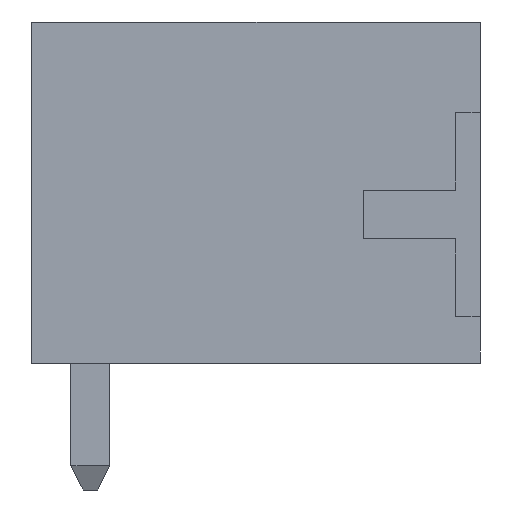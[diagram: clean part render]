
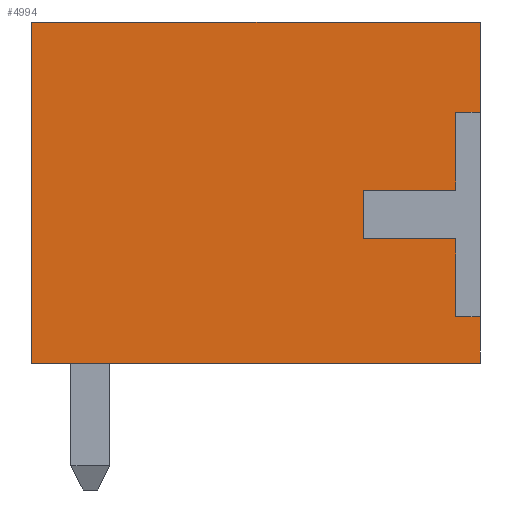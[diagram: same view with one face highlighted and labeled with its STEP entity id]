
A CAD part, left-side view. The second image highlights one B-rep face of the part: STEP entity #4994.
In plain terms, the highlighted planar face has unit normal (-1, 0, 0).
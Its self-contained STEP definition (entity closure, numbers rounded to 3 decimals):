
#156=ORIENTED_EDGE('',*,*,#1615,.F.);
#157=ORIENTED_EDGE('',*,*,#1616,.F.);
#158=ORIENTED_EDGE('',*,*,#1617,.F.);
#159=ORIENTED_EDGE('',*,*,#1618,.F.);
#160=ORIENTED_EDGE('',*,*,#1619,.F.);
#161=ORIENTED_EDGE('',*,*,#1620,.F.);
#162=ORIENTED_EDGE('',*,*,#1621,.F.);
#163=ORIENTED_EDGE('',*,*,#1622,.T.);
#164=ORIENTED_EDGE('',*,*,#1623,.F.);
#165=ORIENTED_EDGE('',*,*,#1624,.F.);
#166=ORIENTED_EDGE('',*,*,#1625,.T.);
#167=ORIENTED_EDGE('',*,*,#1626,.T.);
#1615=EDGE_CURVE('',#2344,#2345,#2835,.T.);
#1616=EDGE_CURVE('',#2346,#2344,#2836,.T.);
#1617=EDGE_CURVE('',#2347,#2346,#2837,.T.);
#1618=EDGE_CURVE('',#2348,#2347,#2838,.T.);
#1619=EDGE_CURVE('',#2349,#2348,#2839,.T.);
#1620=EDGE_CURVE('',#2350,#2349,#2840,.T.);
#1621=EDGE_CURVE('',#2351,#2350,#2841,.T.);
#1622=EDGE_CURVE('',#2351,#2352,#2842,.T.);
#1623=EDGE_CURVE('',#2353,#2352,#2843,.T.);
#1624=EDGE_CURVE('',#2354,#2353,#2844,.T.);
#1625=EDGE_CURVE('',#2354,#2355,#2845,.T.);
#1626=EDGE_CURVE('',#2355,#2345,#2846,.T.);
#2344=VERTEX_POINT('',#6968);
#2345=VERTEX_POINT('',#6969);
#2346=VERTEX_POINT('',#6971);
#2347=VERTEX_POINT('',#6973);
#2348=VERTEX_POINT('',#6975);
#2349=VERTEX_POINT('',#6977);
#2350=VERTEX_POINT('',#6979);
#2351=VERTEX_POINT('',#6981);
#2352=VERTEX_POINT('',#6983);
#2353=VERTEX_POINT('',#6985);
#2354=VERTEX_POINT('',#6987);
#2355=VERTEX_POINT('',#6989);
#2835=LINE('',#6967,#3515);
#2836=LINE('',#6970,#3516);
#2837=LINE('',#6972,#3517);
#2838=LINE('',#6974,#3518);
#2839=LINE('',#6976,#3519);
#2840=LINE('',#6978,#3520);
#2841=LINE('',#6980,#3521);
#2842=LINE('',#6982,#3522);
#2843=LINE('',#6984,#3523);
#2844=LINE('',#6986,#3524);
#2845=LINE('',#6988,#3525);
#2846=LINE('',#6990,#3526);
#3515=VECTOR('',#5637,1000.);
#3516=VECTOR('',#5638,1000.);
#3517=VECTOR('',#5639,1000.);
#3518=VECTOR('',#5640,1000.);
#3519=VECTOR('',#5641,1000.);
#3520=VECTOR('',#5642,1000.);
#3521=VECTOR('',#5643,1000.);
#3522=VECTOR('',#5644,1000.);
#3523=VECTOR('',#5645,1000.);
#3524=VECTOR('',#5646,1000.);
#3525=VECTOR('',#5647,1000.);
#3526=VECTOR('',#5648,1000.);
#4180=EDGE_LOOP('',(#156,#157,#158,#159,#160,#161,#162,#163,#164,#165,#166,
#167));
#4468=FACE_BOUND('',#4180,.T.);
#4756=PLANE('',#5281);
#4994=ADVANCED_FACE('',(#4468),#4756,.F.);
#5281=AXIS2_PLACEMENT_3D('',#6966,#5635,#5636);
#5635=DIRECTION('',(1.,0.,0.));
#5636=DIRECTION('',(0.,0.,-1.));
#5637=DIRECTION('',(0.,-1.,0.));
#5638=DIRECTION('',(0.,0.,-1.));
#5639=DIRECTION('',(0.,-1.,0.));
#5640=DIRECTION('',(0.,0.,-1.));
#5641=DIRECTION('',(0.,1.,0.));
#5642=DIRECTION('',(0.,0.,-1.));
#5643=DIRECTION('',(0.,1.,0.));
#5644=DIRECTION('',(0.,0.,1.));
#5645=DIRECTION('',(0.,-1.,0.));
#5646=DIRECTION('',(0.,0.,1.));
#5647=DIRECTION('',(0.,-1.,0.));
#5648=DIRECTION('',(0.,0.,1.));
#6966=CARTESIAN_POINT('',(-8.015,9.2,-3.5));
#6967=CARTESIAN_POINT('',(-8.015,0.5,-2.55));
#6968=CARTESIAN_POINT('',(-8.015,0.5,-2.55));
#6969=CARTESIAN_POINT('',(-8.015,0.,-2.55));
#6970=CARTESIAN_POINT('',(-8.015,0.5,-0.95));
#6971=CARTESIAN_POINT('',(-8.015,0.5,-0.95));
#6972=CARTESIAN_POINT('',(-8.015,2.4,-0.95));
#6973=CARTESIAN_POINT('',(-8.015,2.4,-0.95));
#6974=CARTESIAN_POINT('',(-8.015,2.4,0.05));
#6975=CARTESIAN_POINT('',(-8.015,2.4,0.05));
#6976=CARTESIAN_POINT('',(-8.015,0.5,0.05));
#6977=CARTESIAN_POINT('',(-8.015,0.5,0.05));
#6978=CARTESIAN_POINT('',(-8.015,0.5,1.65));
#6979=CARTESIAN_POINT('',(-8.015,0.5,1.65));
#6980=CARTESIAN_POINT('',(-8.015,0.,1.65));
#6981=CARTESIAN_POINT('',(-8.015,0.,1.65));
#6982=CARTESIAN_POINT('',(-8.015,0.,-3.5));
#6983=CARTESIAN_POINT('',(-8.015,0.,3.5));
#6984=CARTESIAN_POINT('',(-8.015,9.2,3.5));
#6985=CARTESIAN_POINT('',(-8.015,9.2,3.5));
#6986=CARTESIAN_POINT('',(-8.015,9.2,-3.5));
#6987=CARTESIAN_POINT('',(-8.015,9.2,-3.5));
#6988=CARTESIAN_POINT('',(-8.015,9.2,-3.5));
#6989=CARTESIAN_POINT('',(-8.015,0.,-3.5));
#6990=CARTESIAN_POINT('',(-8.015,0.,-3.5));
